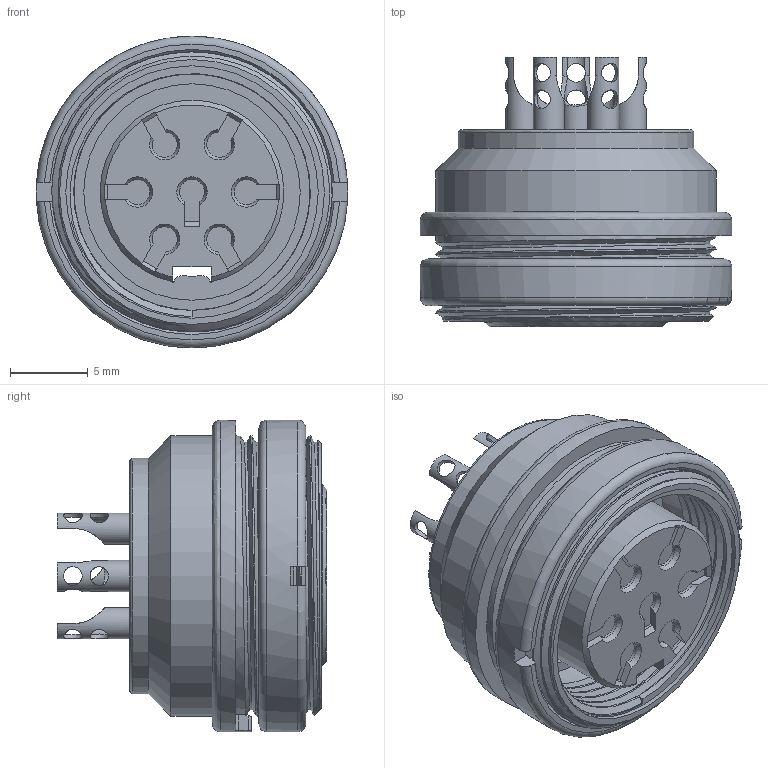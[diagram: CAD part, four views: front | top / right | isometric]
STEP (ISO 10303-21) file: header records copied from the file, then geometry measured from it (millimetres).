
FILE_DESCRIPTION(/* description */ (''),/* implementation_level */ '2;1');
FILE_NAME(/* name */ 't 3478 100 unxc001-01.stp',/* time_stamp */ '2019-07-08T17:32:06+02:00',/* author */ (''),/* organization */ (''),/* preprocessor_version */ 'ST-DEVELOPER v16.7',/* originating_system */ 'SIEMENS PLM Software NX 12.0',/* authorisation */ '');
FILE_SCHEMA (('AUTOMOTIVE_DESIGN { 1 0 10303 214 3 1 1 1 }'));
Length unit declared in the file: millimetre
Products named in the file (1): t 3478 100 unxc001-01
Bounding box: 20 x 17.3 x 20 mm (x, y, z)
Volume: 2486.8 mm3; surface area: 3117.6 mm2
Topology: 1 solids, 1 shells, 300 faces, 891 edges, 586 vertices
Faces by surface type: plane 158, cylinder 95, bspline 31, cone 13, torus 3
Full cylindrical faces by diameter (mm): 1.2 x14, 1.5 x7, 2 x7, 13.1 x1, 13.9 x1, 15.1 x1, 15.2 x5, 16.2 x1, 18 x1, 18.3 x1, 20 x2
Entity records: 14983 total; most frequent: CARTESIAN_POINT 6206, ORIENTED_EDGE 1654, DIRECTION 1233, EDGE_CURVE 827, VERTEX_POINT 573, LINE 425, VECTOR 425, AXIS2_PLACEMENT_3D 404
